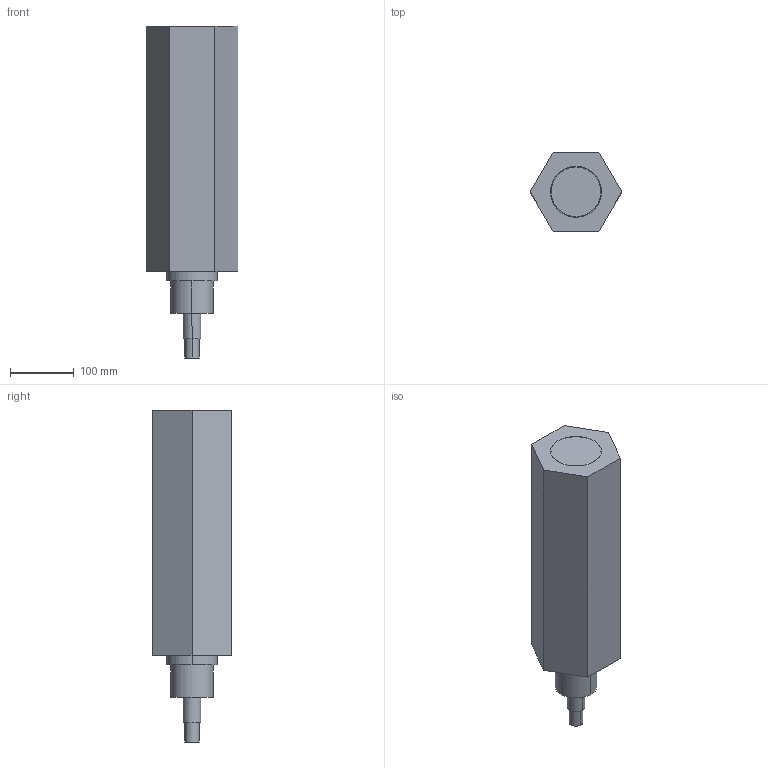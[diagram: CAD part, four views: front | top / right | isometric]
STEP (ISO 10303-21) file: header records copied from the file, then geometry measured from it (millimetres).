
FILE_DESCRIPTION(('STEP AP214'),'1');
FILE_NAME('geometry.stp','2024-07-03T10:21:56',('Cubit 2024.3'),(' '),'Spatial InterOp 3D',' ',' ');
FILE_SCHEMA(('AUTOMOTIVE_DESIGN { 1 0 10303 214 1 1 1 1 }'));
Length unit declared in the file: millimetre
Products named in the file (9): 1; 2; 3; 4; 5; 6; 7; 8; 9
Bounding box: 144 x 124.71 x 521 mm (x, y, z)
Volume: 5471257.6 mm3; surface area: 1137670.9 mm2
Topology: 9 solids, 9 shells, 110 faces, 231 edges, 142 vertices
Faces by surface type: cylinder 59, plane 27, revolution 16, cone 8
Entity records: 3200 total; most frequent: CARTESIAN_POINT 604, DIRECTION 567, ORIENTED_EDGE 462, AXIS2_PLACEMENT_3D 233, EDGE_CURVE 231, VERTEX_POINT 142, CIRCLE 130, EDGE_LOOP 127
